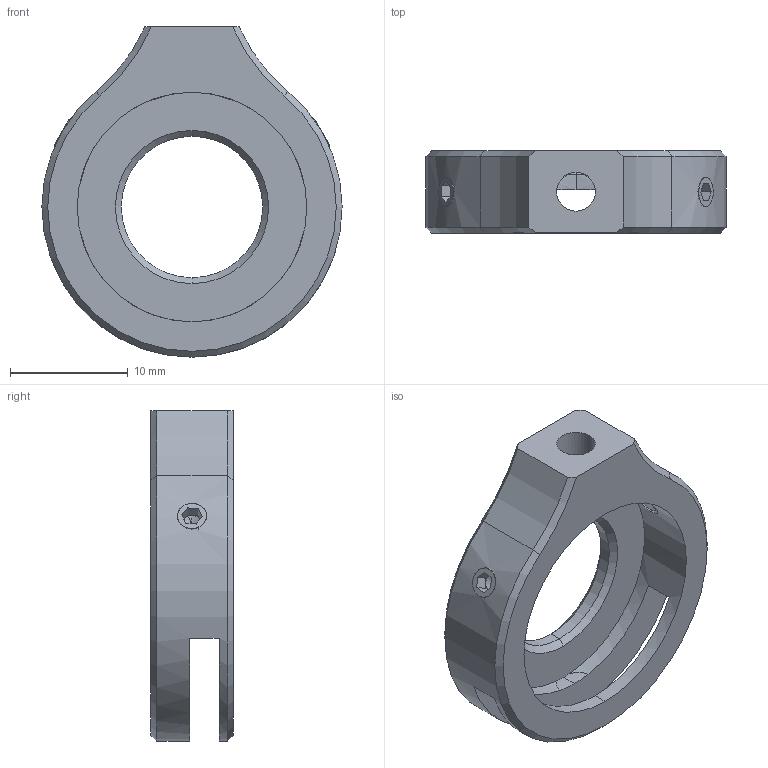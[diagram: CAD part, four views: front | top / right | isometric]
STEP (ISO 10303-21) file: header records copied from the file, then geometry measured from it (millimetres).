
FILE_DESCRIPTION (( 'STEP AP203' ), '1' );
FILE_NAME ('APID12-AGD.STEP', '2022-07-19T09:27:04', ( '' ), ( '' ), 'SwSTEP 2.0', 'SolidWorks 2021', '' );
FILE_SCHEMA (( 'CONFIG_CONTROL_DESIGN' ));
Length unit declared in the file: millimetre
Products named in the file (1): APID12-AGD
Bounding box: 25.5 x 7 x 28.05 mm (x, y, z)
Surface area: 1919.5 mm2 (no closed solid volume)
Topology: 0 solids, 5 shells, 122 faces, 530 edges, 399 vertices
Faces by surface type: plane 83, cone 23, cylinder 16
Entity records: 5601 total; most frequent: CARTESIAN_POINT 1281, DIRECTION 827, ORIENTED_EDGE 799, EDGE_CURVE 526, LINE 433, VECTOR 433, VERTEX_POINT 399, AXIS2_PLACEMENT_3D 197
